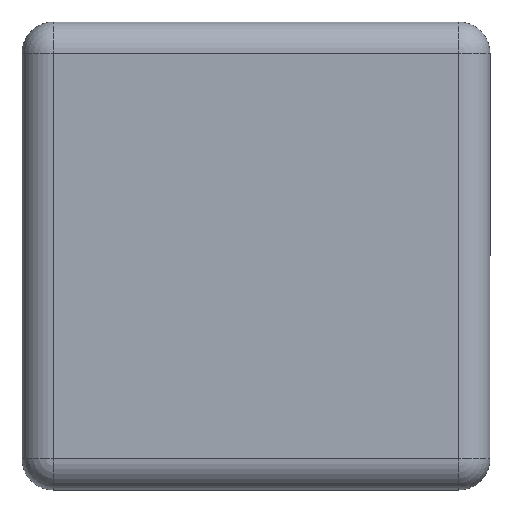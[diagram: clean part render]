
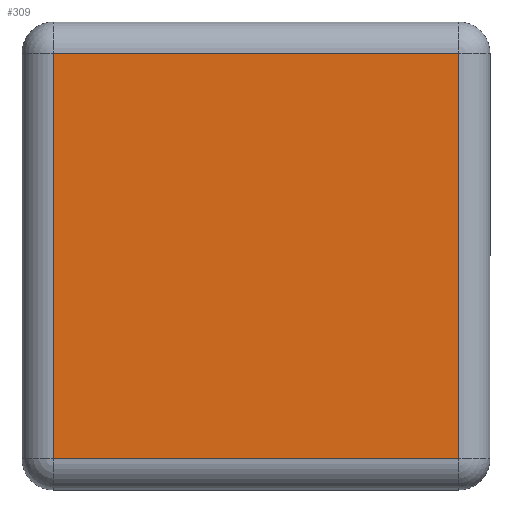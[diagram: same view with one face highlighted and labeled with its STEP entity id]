
A CAD part, front view. The second image highlights one B-rep face of the part: STEP entity #309.
In plain terms, the highlighted planar face has unit normal (0, -1, 0).
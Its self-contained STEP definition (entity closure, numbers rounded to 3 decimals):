
#4 = VERTEX_POINT ( 'NONE', #4725 ) ;
#277 = VERTEX_POINT ( 'NONE', #2534 ) ;
#309 = ADVANCED_FACE ( 'NONE', ( #550 ), #462, .F. ) ;
#338 = EDGE_LOOP ( 'NONE', ( #378, #8896, #3248, #7547 ) ) ;
#378 = ORIENTED_EDGE ( 'NONE', *, *, #3276, .T. ) ;
#462 = PLANE ( 'NONE',  #7747 ) ;
#550 = FACE_OUTER_BOUND ( 'NONE', #338, .T. ) ;
#600 = CARTESIAN_POINT ( 'NONE',  ( 13., -3., 13. ) ) ;
#693 = DIRECTION ( 'NONE',  ( 0., 0., 1. ) ) ;
#1150 = CARTESIAN_POINT ( 'NONE',  ( 0., -3., 0. ) ) ;
#1481 = EDGE_CURVE ( 'NONE', #4, #5867, #3721, .T. ) ;
#1638 = VECTOR ( 'NONE', #2052, 1000. ) ;
#1664 = CARTESIAN_POINT ( 'NONE',  ( -13., -3., -13. ) ) ;
#2052 = DIRECTION ( 'NONE',  ( -1., 0., 0. ) ) ;
#2142 = VECTOR ( 'NONE', #693, 1000. ) ;
#2509 = DIRECTION ( 'NONE',  ( 1., 0., 0. ) ) ;
#2534 = CARTESIAN_POINT ( 'NONE',  ( 13., -3., -13. ) ) ;
#2758 = CARTESIAN_POINT ( 'NONE',  ( 13., -3., 13. ) ) ;
#3054 = LINE ( 'NONE', #4597, #8082 ) ;
#3248 = ORIENTED_EDGE ( 'NONE', *, *, #1481, .T. ) ;
#3276 = EDGE_CURVE ( 'NONE', #277, #6759, #7400, .T. ) ;
#3521 = VECTOR ( 'NONE', #5773, 1000. ) ;
#3721 = LINE ( 'NONE', #1664, #3521 ) ;
#3919 = DIRECTION ( 'NONE',  ( 0., 1., 0. ) ) ;
#3974 = CARTESIAN_POINT ( 'NONE',  ( -13., -3., -13. ) ) ;
#4597 = CARTESIAN_POINT ( 'NONE',  ( 13., -3., -13. ) ) ;
#4725 = CARTESIAN_POINT ( 'NONE',  ( -13., -3., 13. ) ) ;
#4810 = CARTESIAN_POINT ( 'NONE',  ( -13., -3., 13. ) ) ;
#5294 = LINE ( 'NONE', #4810, #1638 ) ;
#5499 = EDGE_CURVE ( 'NONE', #6759, #4, #5294, .T. ) ;
#5773 = DIRECTION ( 'NONE',  ( 0., 0., -1. ) ) ;
#5867 = VERTEX_POINT ( 'NONE', #3974 ) ;
#6646 = DIRECTION ( 'NONE',  ( 0., 0., 1. ) ) ;
#6759 = VERTEX_POINT ( 'NONE', #600 ) ;
#7400 = LINE ( 'NONE', #2758, #2142 ) ;
#7547 = ORIENTED_EDGE ( 'NONE', *, *, #8244, .T. ) ;
#7747 = AXIS2_PLACEMENT_3D ( 'NONE', #1150, #3919, #6646 ) ;
#8082 = VECTOR ( 'NONE', #2509, 1000. ) ;
#8244 = EDGE_CURVE ( 'NONE', #5867, #277, #3054, .T. ) ;
#8896 = ORIENTED_EDGE ( 'NONE', *, *, #5499, .T. ) ;
